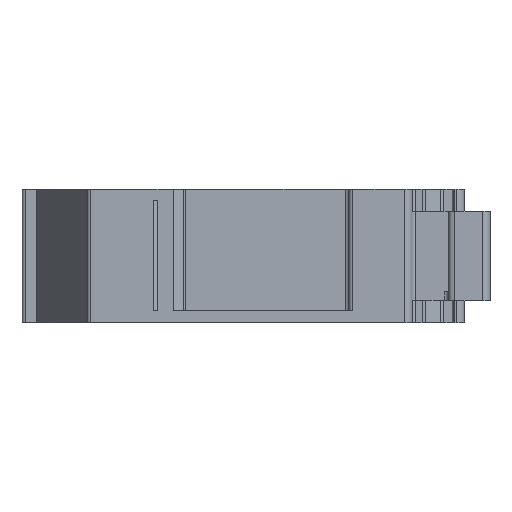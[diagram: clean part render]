
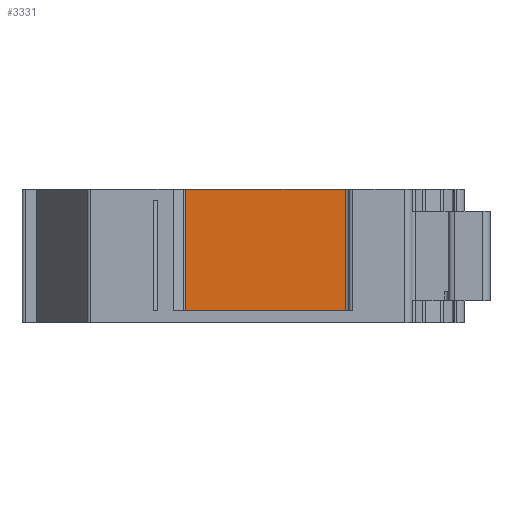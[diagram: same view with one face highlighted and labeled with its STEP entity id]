
A CAD part, left-side view. The second image highlights one B-rep face of the part: STEP entity #3331.
In plain terms, the highlighted planar face has unit normal (-1, 0, 0).
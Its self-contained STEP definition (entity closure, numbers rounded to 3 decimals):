
#448=DIRECTION('',(0.,1.,0.));
#449=VECTOR('',#448,25.771);
#450=CARTESIAN_POINT('',(-18.5,13.3,-7.4));
#451=LINE('',#450,#449);
#452=DIRECTION('',(0.,0.,1.));
#453=VECTOR('',#452,16.4);
#454=CARTESIAN_POINT('',(-18.5,39.071,-7.4));
#455=LINE('',#454,#453);
#456=DIRECTION('',(0.,-1.,0.));
#457=VECTOR('',#456,25.771);
#458=CARTESIAN_POINT('',(-18.5,39.071,9.));
#459=LINE('',#458,#457);
#460=DIRECTION('',(0.,0.,1.));
#461=VECTOR('',#460,16.4);
#462=CARTESIAN_POINT('',(-18.5,13.3,-7.4));
#463=LINE('',#462,#461);
#2358=CARTESIAN_POINT('',(-18.5,13.3,-7.4));
#2360=VERTEX_POINT('',#2358);
#2424=CARTESIAN_POINT('',(-18.5,13.3,9.));
#2425=VERTEX_POINT('',#2424);
#2426=CARTESIAN_POINT('',(-18.5,39.071,-7.4));
#2427=VERTEX_POINT('',#2426);
#2428=CARTESIAN_POINT('',(-18.5,39.071,9.));
#2429=VERTEX_POINT('',#2428);
#3319=CARTESIAN_POINT('',(-18.5,26.186,0.8));
#3320=DIRECTION('',(1.,0.,0.));
#3321=DIRECTION('',(0.,1.,0.));
#3322=AXIS2_PLACEMENT_3D('',#3319,#3320,#3321);
#3323=PLANE('',#3322);
#3324=ORIENTED_EDGE('',*,*,#3277,.T.);
#3325=ORIENTED_EDGE('',*,*,#3227,.T.);
#3326=ORIENTED_EDGE('',*,*,#3214,.T.);
#3328=ORIENTED_EDGE('',*,*,#3327,.F.);
#3329=EDGE_LOOP('',(#3324,#3325,#3326,#3328));
#3330=FACE_OUTER_BOUND('',#3329,.F.);
#3214=EDGE_CURVE('',#2429,#2425,#459,.T.);
#3227=EDGE_CURVE('',#2427,#2429,#455,.T.);
#3277=EDGE_CURVE('',#2360,#2427,#451,.T.);
#3327=EDGE_CURVE('',#2360,#2425,#463,.T.);
#3331=ADVANCED_FACE('',(#3330),#3323,.F.);
